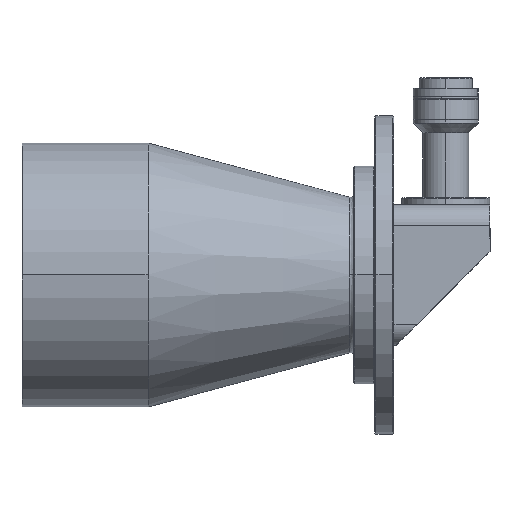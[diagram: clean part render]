
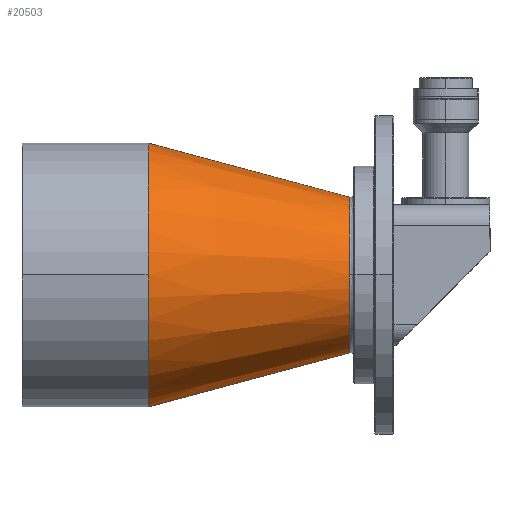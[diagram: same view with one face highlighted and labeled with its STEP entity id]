
A CAD part, top view. The second image highlights one B-rep face of the part: STEP entity #20503.
In plain terms, the highlighted conical face has half-angle 15 degrees and reference radius 63 mm.
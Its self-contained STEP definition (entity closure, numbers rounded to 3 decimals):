
#2215 = ORIENTED_EDGE ( 'NONE', *, *, #33660, .F. ) ;
#2694 = DIRECTION ( 'NONE',  ( 0., 0., 1. ) ) ;
#2708 = DIRECTION ( 'NONE',  ( 0., 0., 1. ) ) ;
#3218 = CIRCLE ( 'NONE', #5976, 63. ) ;
#3952 = VERTEX_POINT ( 'NONE', #21216 ) ;
#4073 = FACE_OUTER_BOUND ( 'NONE', #6198, .T. ) ;
#4582 = CIRCLE ( 'NONE', #30749, 37.167 ) ;
#5134 = DIRECTION ( 'NONE',  ( -1., 0., 0. ) ) ;
#5976 = AXIS2_PLACEMENT_3D ( 'NONE', #17195, #14507, #27958 ) ;
#6153 = CARTESIAN_POINT ( 'NONE',  ( 60.17, 0., 0. ) ) ;
#6198 = EDGE_LOOP ( 'NONE', ( #15101, #24647, #23429, #29299, #19733, #2215 ) ) ;
#8485 = CARTESIAN_POINT ( 'NONE',  ( 156.582, 0., 37.167 ) ) ;
#9201 = CARTESIAN_POINT ( 'NONE',  ( 60.17, 0., 0. ) ) ;
#11112 = DIRECTION ( 'NONE',  ( -0.966, 0.259, 0. ) ) ;
#13173 = CARTESIAN_POINT ( 'NONE',  ( 156.582, 0., 0. ) ) ;
#13413 = CONICAL_SURFACE ( 'NONE', #22659, 63., 0.262 ) ;
#13849 = EDGE_CURVE ( 'NONE', #16876, #30020, #32098, .T. ) ;
#14158 = CARTESIAN_POINT ( 'NONE',  ( 60.17, 63., 0. ) ) ;
#14174 = DIRECTION ( 'NONE',  ( -1., 0., 0. ) ) ;
#14507 = DIRECTION ( 'NONE',  ( 1., 0., 0. ) ) ;
#15101 = ORIENTED_EDGE ( 'NONE', *, *, #17150, .T. ) ;
#16540 = DIRECTION ( 'NONE',  ( 0., 0., 1. ) ) ;
#16876 = VERTEX_POINT ( 'NONE', #33205 ) ;
#17150 = EDGE_CURVE ( 'NONE', #33758, #21520, #21249, .T. ) ;
#17195 = CARTESIAN_POINT ( 'NONE',  ( 60.17, 0., 0. ) ) ;
#17988 = AXIS2_PLACEMENT_3D ( 'NONE', #28503, #20952, #2694 ) ;
#18491 = VECTOR ( 'NONE', #32901, 1000. ) ;
#19404 = DIRECTION ( 'NONE',  ( 1., 0., 0. ) ) ;
#19733 = ORIENTED_EDGE ( 'NONE', *, *, #26053, .T. ) ;
#20503 = ADVANCED_FACE ( 'NONE', ( #4073 ), #13413, .T. ) ;
#20733 = CARTESIAN_POINT ( 'NONE',  ( 156.582, -37.167, 0. ) ) ;
#20742 = VECTOR ( 'NONE', #11112, 1000. ) ;
#20952 = DIRECTION ( 'NONE',  ( -1., 0., 0. ) ) ;
#21216 = CARTESIAN_POINT ( 'NONE',  ( 60.17, -63., 0. ) ) ;
#21249 = CIRCLE ( 'NONE', #17988, 37.167 ) ;
#21359 = VERTEX_POINT ( 'NONE', #28632 ) ;
#21520 = VERTEX_POINT ( 'NONE', #8485 ) ;
#22659 = AXIS2_PLACEMENT_3D ( 'NONE', #9201, #14174, #32436 ) ;
#23429 = ORIENTED_EDGE ( 'NONE', *, *, #13849, .T. ) ;
#23824 = AXIS2_PLACEMENT_3D ( 'NONE', #6153, #19404, #16540 ) ;
#24647 = ORIENTED_EDGE ( 'NONE', *, *, #28698, .T. ) ;
#25531 = CARTESIAN_POINT ( 'NONE',  ( 60.17, 63., 0. ) ) ;
#26053 = EDGE_CURVE ( 'NONE', #21359, #3952, #3218, .T. ) ;
#27600 = CARTESIAN_POINT ( 'NONE',  ( 60.17, -63., 0. ) ) ;
#27958 = DIRECTION ( 'NONE',  ( 0., 0., 1. ) ) ;
#28503 = CARTESIAN_POINT ( 'NONE',  ( 156.582, 0., 0. ) ) ;
#28632 = CARTESIAN_POINT ( 'NONE',  ( 60.17, 0., 63. ) ) ;
#28698 = EDGE_CURVE ( 'NONE', #21520, #16876, #4582, .T. ) ;
#29299 = ORIENTED_EDGE ( 'NONE', *, *, #31578, .T. ) ;
#30020 = VERTEX_POINT ( 'NONE', #25531 ) ;
#30749 = AXIS2_PLACEMENT_3D ( 'NONE', #13173, #5134, #2708 ) ;
#30853 = LINE ( 'NONE', #27600, #18491 ) ;
#31485 = CIRCLE ( 'NONE', #23824, 63. ) ;
#31578 = EDGE_CURVE ( 'NONE', #30020, #21359, #31485, .T. ) ;
#32098 = LINE ( 'NONE', #14158, #20742 ) ;
#32436 = DIRECTION ( 'NONE',  ( 0., -1., 0. ) ) ;
#32901 = DIRECTION ( 'NONE',  ( -0.966, -0.259, 0. ) ) ;
#33205 = CARTESIAN_POINT ( 'NONE',  ( 156.582, 37.167, 0. ) ) ;
#33660 = EDGE_CURVE ( 'NONE', #33758, #3952, #30853, .T. ) ;
#33758 = VERTEX_POINT ( 'NONE', #20733 ) ;
